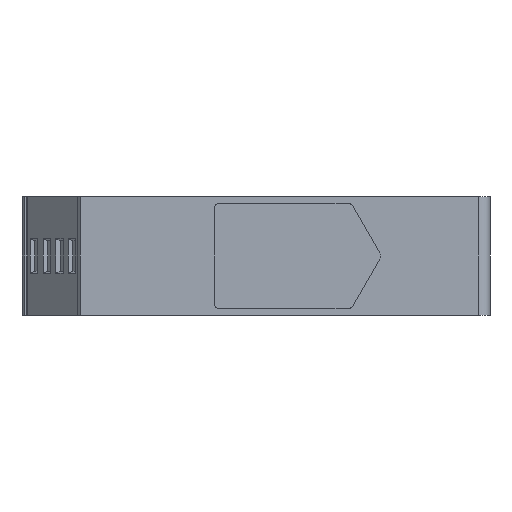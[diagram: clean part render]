
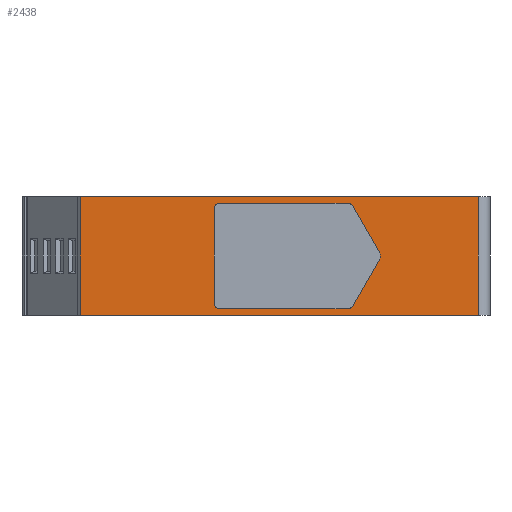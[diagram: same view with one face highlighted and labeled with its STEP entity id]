
A CAD part, left-side view. The second image highlights one B-rep face of the part: STEP entity #2438.
In plain terms, the highlighted planar face has unit normal (-1, 0, 0).
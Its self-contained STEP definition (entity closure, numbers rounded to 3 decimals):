
#534=DIRECTION('',(0.,1.,0.));
#535=VECTOR('',#534,22.193);
#536=CARTESIAN_POINT('',(-38.15,17.357,-9.05));
#537=LINE('',#536,#535);
#667=CARTESIAN_POINT('',(-38.15,13.384,0.));
#668=DIRECTION('',(-1.,0.,0.));
#669=DIRECTION('',(0.,-0.866,-0.5));
#670=AXIS2_PLACEMENT_3D('',#667,#668,#669);
#672=DIRECTION('',(0.,0.5,0.866));
#673=VECTOR('',#672,8.958);
#674=CARTESIAN_POINT('',(-38.15,12.012,0.792));
#675=LINE('',#674,#673);
#676=CARTESIAN_POINT('',(-38.15,17.357,8.05));
#677=DIRECTION('',(-1.,0.,0.));
#678=DIRECTION('',(0.,-0.866,0.5));
#679=AXIS2_PLACEMENT_3D('',#676,#677,#678);
#681=DIRECTION('',(0.,1.,0.));
#682=VECTOR('',#681,22.193);
#683=CARTESIAN_POINT('',(-38.15,17.357,9.05));
#684=LINE('',#683,#682);
#685=CARTESIAN_POINT('',(-38.15,39.55,8.15));
#686=DIRECTION('',(-1.,0.,0.));
#687=DIRECTION('',(0.,0.,1.));
#688=AXIS2_PLACEMENT_3D('',#685,#686,#687);
#690=DIRECTION('',(0.,0.,-1.));
#691=VECTOR('',#690,16.3);
#692=CARTESIAN_POINT('',(-38.15,40.45,8.15));
#693=LINE('',#692,#691);
#694=CARTESIAN_POINT('',(-38.15,39.55,-8.15));
#695=DIRECTION('',(1.,0.,0.));
#696=DIRECTION('',(0.,0.,-1.));
#697=AXIS2_PLACEMENT_3D('',#694,#695,#696);
#699=CARTESIAN_POINT('',(-38.15,17.357,-8.05));
#700=DIRECTION('',(1.,0.,0.));
#701=DIRECTION('',(0.,-0.866,-0.5));
#702=AXIS2_PLACEMENT_3D('',#699,#700,#701);
#704=DIRECTION('',(0.,-0.5,0.866));
#705=VECTOR('',#704,8.958);
#706=CARTESIAN_POINT('',(-38.15,16.491,-8.55));
#707=LINE('',#706,#705);
#708=DIRECTION('',(0.,-1.,0.));
#709=VECTOR('',#708,68.65);
#710=CARTESIAN_POINT('',(-38.15,63.55,10.25));
#711=LINE('',#710,#709);
#712=DIRECTION('',(0.,1.,0.));
#713=VECTOR('',#712,68.65);
#714=CARTESIAN_POINT('',(-38.15,-5.1,-10.25));
#715=LINE('',#714,#713);
#716=DIRECTION('',(0.,0.,1.));
#717=VECTOR('',#716,20.5);
#718=CARTESIAN_POINT('',(-38.15,63.55,-10.25));
#719=LINE('',#718,#717);
#738=DIRECTION('',(0.,0.,1.));
#739=VECTOR('',#738,20.5);
#740=CARTESIAN_POINT('',(-38.15,-5.1,-10.25));
#741=LINE('',#740,#739);
#1342=CARTESIAN_POINT('',(-38.15,63.55,-10.25));
#1343=VERTEX_POINT('',#1342);
#1394=CARTESIAN_POINT('',(-38.15,-5.1,-10.25));
#1395=VERTEX_POINT('',#1394);
#1448=CARTESIAN_POINT('',(-38.15,16.491,-8.55));
#1449=CARTESIAN_POINT('',(-38.15,12.012,-0.792));
#1450=VERTEX_POINT('',#1448);
#1451=VERTEX_POINT('',#1449);
#1452=CARTESIAN_POINT('',(-38.15,17.357,-9.05));
#1453=VERTEX_POINT('',#1452);
#1454=CARTESIAN_POINT('',(-38.15,39.55,-9.05));
#1455=CARTESIAN_POINT('',(-38.15,40.45,-8.15));
#1456=VERTEX_POINT('',#1454);
#1457=VERTEX_POINT('',#1455);
#1468=CARTESIAN_POINT('',(-38.15,12.012,0.792));
#1469=CARTESIAN_POINT('',(-38.15,16.491,8.55));
#1470=VERTEX_POINT('',#1468);
#1471=VERTEX_POINT('',#1469);
#1472=CARTESIAN_POINT('',(-38.15,17.357,9.05));
#1473=VERTEX_POINT('',#1472);
#1474=CARTESIAN_POINT('',(-38.15,39.55,9.05));
#1475=VERTEX_POINT('',#1474);
#1476=CARTESIAN_POINT('',(-38.15,40.45,8.15));
#1477=VERTEX_POINT('',#1476);
#1531=CARTESIAN_POINT('',(-38.15,63.55,10.25));
#1533=VERTEX_POINT('',#1531);
#1710=CARTESIAN_POINT('',(-38.15,-5.1,10.25));
#1712=VERTEX_POINT('',#1710);
#2412=CARTESIAN_POINT('',(-38.15,73.55,0.));
#2413=DIRECTION('',(-1.,0.,0.));
#2414=DIRECTION('',(0.,-1.,0.));
#2415=AXIS2_PLACEMENT_3D('',#2412,#2413,#2414);
#2416=PLANE('',#2415);
#2417=ORIENTED_EDGE('',*,*,#2020,.T.);
#2419=ORIENTED_EDGE('',*,*,#2418,.F.);
#2420=ORIENTED_EDGE('',*,*,#1775,.T.);
#2422=ORIENTED_EDGE('',*,*,#2421,.T.);
#2423=EDGE_LOOP('',(#2417,#2419,#2420,#2422));
#2424=FACE_OUTER_BOUND('',#2423,.F.);
#2425=ORIENTED_EDGE('',*,*,#2282,.T.);
#2426=ORIENTED_EDGE('',*,*,#2310,.T.);
#2427=ORIENTED_EDGE('',*,*,#2338,.T.);
#2428=ORIENTED_EDGE('',*,*,#2366,.T.);
#2429=ORIENTED_EDGE('',*,*,#2393,.T.);
#2430=ORIENTED_EDGE('',*,*,#2139,.T.);
#2432=ORIENTED_EDGE('',*,*,#2431,.F.);
#2433=ORIENTED_EDGE('',*,*,#2196,.F.);
#2434=ORIENTED_EDGE('',*,*,#2226,.F.);
#2435=ORIENTED_EDGE('',*,*,#2254,.T.);
#2436=EDGE_LOOP('',(#2425,#2426,#2427,#2428,#2429,#2430,#2432,#2433,#2434,
#2435));
#2437=FACE_BOUND('',#2436,.F.);
#671=CIRCLE('',#670,1.584);
#680=CIRCLE('',#679,1.);
#689=CIRCLE('',#688,0.9);
#698=CIRCLE('',#697,0.9);
#703=CIRCLE('',#702,1.);
#1775=EDGE_CURVE('',#1395,#1343,#715,.T.);
#2020=EDGE_CURVE('',#1533,#1712,#711,.T.);
#2139=EDGE_CURVE('',#1477,#1457,#693,.T.);
#2196=EDGE_CURVE('',#1453,#1456,#537,.T.);
#2226=EDGE_CURVE('',#1450,#1453,#703,.T.);
#2254=EDGE_CURVE('',#1450,#1451,#707,.T.);
#2282=EDGE_CURVE('',#1451,#1470,#671,.T.);
#2310=EDGE_CURVE('',#1470,#1471,#675,.T.);
#2338=EDGE_CURVE('',#1471,#1473,#680,.T.);
#2366=EDGE_CURVE('',#1473,#1475,#684,.T.);
#2393=EDGE_CURVE('',#1475,#1477,#689,.T.);
#2418=EDGE_CURVE('',#1395,#1712,#741,.T.);
#2421=EDGE_CURVE('',#1343,#1533,#719,.T.);
#2431=EDGE_CURVE('',#1456,#1457,#698,.T.);
#2438=ADVANCED_FACE('',(#2424,#2437),#2416,.T.);
